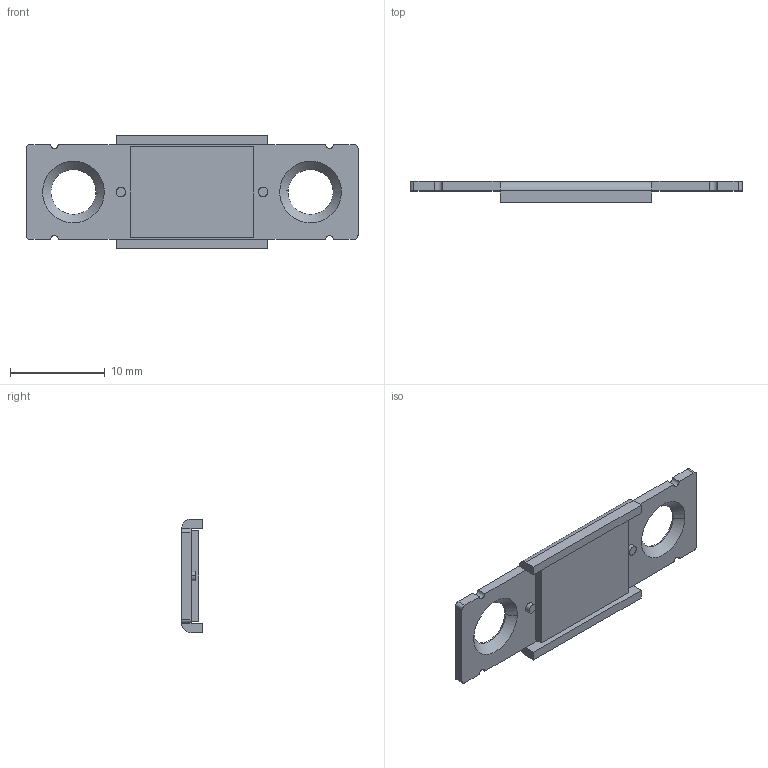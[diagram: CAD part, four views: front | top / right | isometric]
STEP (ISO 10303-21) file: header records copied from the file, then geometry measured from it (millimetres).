
FILE_DESCRIPTION((''),'2;1');
FILE_NAME('','2013-02-25T10:00:03',(''),(''),'','CADfix','');
FILE_SCHEMA(('AUTOMOTIVE_DESIGN { 1 0 10303 214 1 1 1 1 }'));
Length unit declared in the file: millimetre
Bounding box: 35 x 2.2 x 12 mm (x, y, z)
Volume: 462.8 mm3; surface area: 911.9 mm2
Topology: 1 solids, 1 shells, 57 faces, 166 edges, 116 vertices
Faces by surface type: bspline 57
Entity records: 1978 total; most frequent: CARTESIAN_POINT 1028, ORIENTED_EDGE 332, EDGE_CURVE 166, VERTEX_POINT 116, QUASI_UNIFORM_CURVE 90, EDGE_LOOP 66, FACE_OUTER_BOUND 57, ADVANCED_FACE 57
